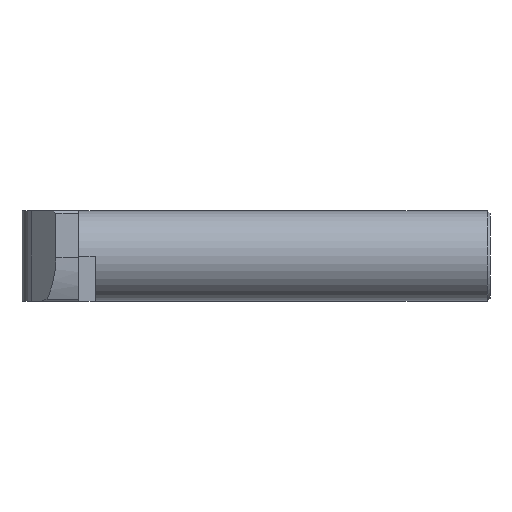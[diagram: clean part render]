
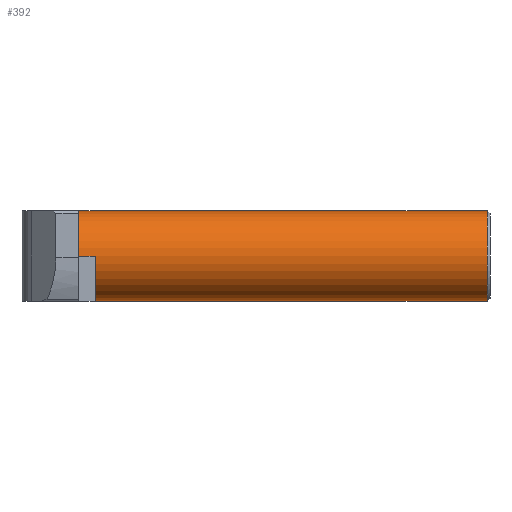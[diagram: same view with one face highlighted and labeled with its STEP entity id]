
A CAD part, left-side view. The second image highlights one B-rep face of the part: STEP entity #392.
In plain terms, the highlighted cylindrical face has radius 4 mm (diameter 8 mm), a partial arc.
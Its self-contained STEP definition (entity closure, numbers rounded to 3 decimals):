
#4 = AXIS2_PLACEMENT_3D ( 'NONE', #495, #493, #783 ) ;
#5 = AXIS2_PLACEMENT_3D ( 'NONE', #782, #122, #123 ) ;
#13 = EDGE_CURVE ( 'NONE', #285, #659, #689, .T. ) ;
#14 = EDGE_CURVE ( 'NONE', #649, #274, #690, .T. ) ;
#16 = EDGE_CURVE ( 'NONE', #659, #650, #691, .T. ) ;
#44 = EDGE_CURVE ( 'NONE', #274, #285, #773, .T. ) ;
#58 = EDGE_CURVE ( 'NONE', #650, #653, #85, .T. ) ;
#59 = EDGE_CURVE ( 'NONE', #649, #651, #88, .T. ) ;
#85 = LINE ( 'NONE', #255, #87 ) ;
#87 = VECTOR ( 'NONE', #256, 1000. ) ;
#88 = LINE ( 'NONE', #257, #89 ) ;
#89 = VECTOR ( 'NONE', #258, 1000. ) ;
#122 = DIRECTION ( 'NONE',  ( 0., 1., 0. ) ) ;
#123 = DIRECTION ( 'NONE',  ( 0., 0., -1. ) ) ;
#165 = CARTESIAN_POINT ( 'NONE',  ( -9., -3.25, -8. ) ) ;
#166 = CARTESIAN_POINT ( 'NONE',  ( -9., -3.25, 0. ) ) ;
#171 = CIRCLE ( 'NONE', #222, 4. ) ;
#186 = FACE_OUTER_BOUND ( 'NONE', #595, .T. ) ;
#187 = CYLINDRICAL_SURFACE ( 'NONE', #211, 4. ) ;
#211 = AXIS2_PLACEMENT_3D ( 'NONE', #533, #534, #535 ) ;
#222 = AXIS2_PLACEMENT_3D ( 'NONE', #807, #808, #809 ) ;
#255 = CARTESIAN_POINT ( 'NONE',  ( -9., -1.75, 0. ) ) ;
#256 = DIRECTION ( 'NONE',  ( 0., -1., 0. ) ) ;
#257 = CARTESIAN_POINT ( 'NONE',  ( -9., -1.75, -8. ) ) ;
#258 = DIRECTION ( 'NONE',  ( 0., -1., 0. ) ) ;
#264 = EDGE_CURVE ( 'NONE', #651, #653, #171, .T. ) ;
#274 = VERTEX_POINT ( 'NONE', #704 ) ;
#285 = VERTEX_POINT ( 'NONE', #715 ) ;
#316 = CARTESIAN_POINT ( 'NONE',  ( -13., -2.5, -4. ) ) ;
#317 = DIRECTION ( 'NONE',  ( 0., 1., 0. ) ) ;
#392 = ADVANCED_FACE ( 'NONE', ( #186 ), #187, .T. ) ;
#438 = ORIENTED_EDGE ( 'NONE', *, *, #13, .F. ) ;
#439 = ORIENTED_EDGE ( 'NONE', *, *, #14, .F. ) ;
#440 = ORIENTED_EDGE ( 'NONE', *, *, #264, .T. ) ;
#442 = ORIENTED_EDGE ( 'NONE', *, *, #59, .T. ) ;
#443 = ORIENTED_EDGE ( 'NONE', *, *, #44, .F. ) ;
#493 = DIRECTION ( 'NONE',  ( 0., 1., 0. ) ) ;
#495 = CARTESIAN_POINT ( 'NONE',  ( -9., -1.75, -4. ) ) ;
#498 = ORIENTED_EDGE ( 'NONE', *, *, #16, .F. ) ;
#500 = ORIENTED_EDGE ( 'NONE', *, *, #58, .F. ) ;
#505 = CARTESIAN_POINT ( 'NONE',  ( -9., -19.875, 0. ) ) ;
#506 = DIRECTION ( 'NONE',  ( 0., -1., 0. ) ) ;
#533 = CARTESIAN_POINT ( 'NONE',  ( -9., -1.75, -4. ) ) ;
#534 = DIRECTION ( 'NONE',  ( 0., -1., 0. ) ) ;
#535 = DIRECTION ( 'NONE',  ( 0., 0., -1. ) ) ;
#595 = EDGE_LOOP ( 'NONE', ( #500, #498, #438, #443, #439, #442, #440 ) ) ;
#649 = VERTEX_POINT ( 'NONE', #165 ) ;
#650 = VERTEX_POINT ( 'NONE', #166 ) ;
#651 = VERTEX_POINT ( 'NONE', #820 ) ;
#653 = VERTEX_POINT ( 'NONE', #822 ) ;
#659 = VERTEX_POINT ( 'NONE', #828 ) ;
#689 = CIRCLE ( 'NONE', #4, 4. ) ;
#690 = CIRCLE ( 'NONE', #5, 4. ) ;
#691 = LINE ( 'NONE', #505, #693 ) ;
#693 = VECTOR ( 'NONE', #506, 1000. ) ;
#704 = CARTESIAN_POINT ( 'NONE',  ( -13., -3.25, -4. ) ) ;
#715 = CARTESIAN_POINT ( 'NONE',  ( -13., -1.75, -4. ) ) ;
#773 = LINE ( 'NONE', #316, #774 ) ;
#774 = VECTOR ( 'NONE', #317, 1000. ) ;
#782 = CARTESIAN_POINT ( 'NONE',  ( -9., -3.25, -4. ) ) ;
#783 = DIRECTION ( 'NONE',  ( 0., 0., -1. ) ) ;
#807 = CARTESIAN_POINT ( 'NONE',  ( -9., -38., -4. ) ) ;
#808 = DIRECTION ( 'NONE',  ( 0., 1., 0. ) ) ;
#809 = DIRECTION ( 'NONE',  ( 0., 0., 1. ) ) ;
#820 = CARTESIAN_POINT ( 'NONE',  ( -9., -38., -8. ) ) ;
#822 = CARTESIAN_POINT ( 'NONE',  ( -9., -38., 0. ) ) ;
#828 = CARTESIAN_POINT ( 'NONE',  ( -9., -1.75, 0. ) ) ;
